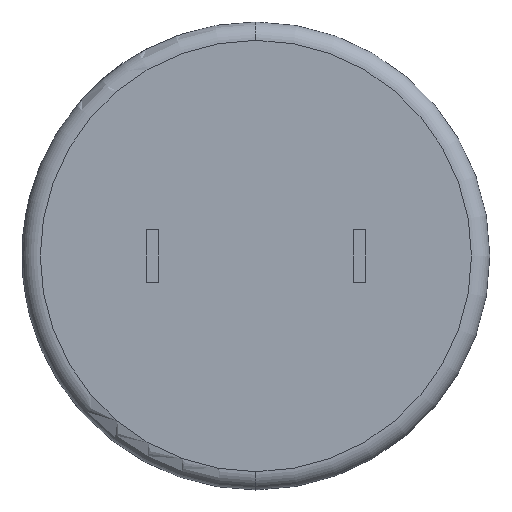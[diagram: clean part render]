
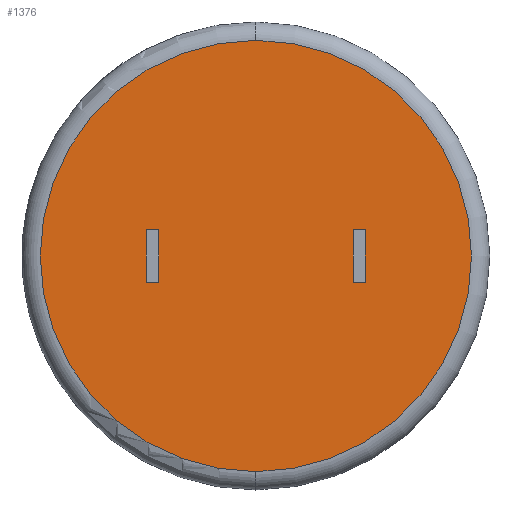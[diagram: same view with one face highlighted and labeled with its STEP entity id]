
A CAD part, front view. The second image highlights one B-rep face of the part: STEP entity #1376.
In plain terms, the highlighted planar face has unit normal (0, -1, 0).
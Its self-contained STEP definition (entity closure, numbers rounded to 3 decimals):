
#53 = PLANE ( 'NONE',  #113 ) ;
#59 = VERTEX_POINT ( 'NONE', #2612 ) ;
#93 = EDGE_CURVE ( 'NONE', #2245, #2278, #1811, .T. ) ;
#113 = AXIS2_PLACEMENT_3D ( 'NONE', #354, #546, #126 ) ;
#126 = DIRECTION ( 'NONE',  ( 0., 0., 1. ) ) ;
#164 = DIRECTION ( 'NONE',  ( 0., 0., -1. ) ) ;
#178 = EDGE_CURVE ( 'NONE', #1819, #2415, #1634, .T. ) ;
#186 = ORIENTED_EDGE ( 'NONE', *, *, #393, .T. ) ;
#222 = CARTESIAN_POINT ( 'NONE',  ( -2.39, 0., 0.65 ) ) ;
#254 = VERTEX_POINT ( 'NONE', #2707 ) ;
#282 = DIRECTION ( 'NONE',  ( 1., 0., 0. ) ) ;
#297 = ORIENTED_EDGE ( 'NONE', *, *, #178, .F. ) ;
#304 = CARTESIAN_POINT ( 'NONE',  ( 2.39, 0., 0.65 ) ) ;
#354 = CARTESIAN_POINT ( 'NONE',  ( 0., 0., 0. ) ) ;
#393 = EDGE_CURVE ( 'NONE', #254, #1552, #2100, .T. ) ;
#413 = DIRECTION ( 'NONE',  ( 0., 0., -1. ) ) ;
#449 = LINE ( 'NONE', #1849, #1173 ) ;
#453 = CARTESIAN_POINT ( 'NONE',  ( 2.69, 0., -0.65 ) ) ;
#516 = VECTOR ( 'NONE', #2455, 1000. ) ;
#539 = CARTESIAN_POINT ( 'NONE',  ( -2.69, 0., 0. ) ) ;
#546 = DIRECTION ( 'NONE',  ( 0., 1., 0. ) ) ;
#621 = DIRECTION ( 'NONE',  ( 0., 0., 1. ) ) ;
#652 = AXIS2_PLACEMENT_3D ( 'NONE', #2750, #2329, #621 ) ;
#703 = VECTOR ( 'NONE', #2050, 1000. ) ;
#786 = LINE ( 'NONE', #2044, #1221 ) ;
#870 = EDGE_CURVE ( 'NONE', #2260, #1208, #2681, .T. ) ;
#894 = CARTESIAN_POINT ( 'NONE',  ( -2.39, 0., 0.65 ) ) ;
#1012 = CARTESIAN_POINT ( 'NONE',  ( 0., 0., 5.299 ) ) ;
#1019 = EDGE_LOOP ( 'NONE', ( #2309, #186 ) ) ;
#1105 = EDGE_CURVE ( 'NONE', #2415, #2245, #1761, .T. ) ;
#1108 = CARTESIAN_POINT ( 'NONE',  ( -2.69, 0., -0.65 ) ) ;
#1173 = VECTOR ( 'NONE', #1626, 1000. ) ;
#1203 = DIRECTION ( 'NONE',  ( 0., -1., 0. ) ) ;
#1208 = VERTEX_POINT ( 'NONE', #2418 ) ;
#1221 = VECTOR ( 'NONE', #1812, 1000. ) ;
#1366 = VECTOR ( 'NONE', #413, 1000. ) ;
#1376 = ADVANCED_FACE ( 'NONE', ( #1937, #2705, #2439 ), #53, .F. ) ;
#1404 = EDGE_CURVE ( 'NONE', #2278, #1819, #449, .T. ) ;
#1410 = CARTESIAN_POINT ( 'NONE',  ( 2.39, 0., -0.65 ) ) ;
#1422 = VECTOR ( 'NONE', #2769, 1000. ) ;
#1517 = ORIENTED_EDGE ( 'NONE', *, *, #1105, .F. ) ;
#1547 = CARTESIAN_POINT ( 'NONE',  ( 0., 0., 0. ) ) ;
#1552 = VERTEX_POINT ( 'NONE', #1012 ) ;
#1597 = ORIENTED_EDGE ( 'NONE', *, *, #93, .F. ) ;
#1626 = DIRECTION ( 'NONE',  ( 0., 0., 1. ) ) ;
#1634 = LINE ( 'NONE', #304, #516 ) ;
#1729 = EDGE_LOOP ( 'NONE', ( #1517, #297, #2219, #1597 ) ) ;
#1761 = LINE ( 'NONE', #2574, #2342 ) ;
#1787 = AXIS2_PLACEMENT_3D ( 'NONE', #1547, #1203, #2270 ) ;
#1811 = LINE ( 'NONE', #1410, #2756 ) ;
#1812 = DIRECTION ( 'NONE',  ( 1., 0., 0. ) ) ;
#1819 = VERTEX_POINT ( 'NONE', #1965 ) ;
#1849 = CARTESIAN_POINT ( 'NONE',  ( 2.69, 0., 0. ) ) ;
#1917 = CIRCLE ( 'NONE', #1787, 5.299 ) ;
#1934 = CARTESIAN_POINT ( 'NONE',  ( -2.69, 0., -0.65 ) ) ;
#1937 = FACE_OUTER_BOUND ( 'NONE', #1019, .T. ) ;
#1950 = EDGE_CURVE ( 'NONE', #1208, #2680, #786, .T. ) ;
#1965 = CARTESIAN_POINT ( 'NONE',  ( 2.69, 0., 0.65 ) ) ;
#2044 = CARTESIAN_POINT ( 'NONE',  ( -2.69, 0., 0.65 ) ) ;
#2050 = DIRECTION ( 'NONE',  ( 0., 0., 1. ) ) ;
#2070 = CARTESIAN_POINT ( 'NONE',  ( 2.39, 0., 0.65 ) ) ;
#2100 = CIRCLE ( 'NONE', #652, 5.299 ) ;
#2155 = ORIENTED_EDGE ( 'NONE', *, *, #870, .T. ) ;
#2162 = CARTESIAN_POINT ( 'NONE',  ( 2.39, 0., -0.65 ) ) ;
#2219 = ORIENTED_EDGE ( 'NONE', *, *, #1404, .F. ) ;
#2245 = VERTEX_POINT ( 'NONE', #2162 ) ;
#2255 = ORIENTED_EDGE ( 'NONE', *, *, #2279, .F. ) ;
#2260 = VERTEX_POINT ( 'NONE', #1108 ) ;
#2270 = DIRECTION ( 'NONE',  ( 0., 0., 1. ) ) ;
#2278 = VERTEX_POINT ( 'NONE', #453 ) ;
#2279 = EDGE_CURVE ( 'NONE', #2260, #59, #2619, .T. ) ;
#2309 = ORIENTED_EDGE ( 'NONE', *, *, #2389, .T. ) ;
#2329 = DIRECTION ( 'NONE',  ( 0., -1., 0. ) ) ;
#2342 = VECTOR ( 'NONE', #164, 1000. ) ;
#2389 = EDGE_CURVE ( 'NONE', #1552, #254, #1917, .T. ) ;
#2415 = VERTEX_POINT ( 'NONE', #2070 ) ;
#2418 = CARTESIAN_POINT ( 'NONE',  ( -2.69, 0., 0.65 ) ) ;
#2439 = FACE_BOUND ( 'NONE', #1729, .T. ) ;
#2455 = DIRECTION ( 'NONE',  ( -1., 0., 0. ) ) ;
#2562 = ORIENTED_EDGE ( 'NONE', *, *, #2682, .T. ) ;
#2574 = CARTESIAN_POINT ( 'NONE',  ( 2.39, 0., -0.65 ) ) ;
#2612 = CARTESIAN_POINT ( 'NONE',  ( -2.39, 0., -0.65 ) ) ;
#2619 = LINE ( 'NONE', #1934, #1422 ) ;
#2663 = LINE ( 'NONE', #222, #1366 ) ;
#2680 = VERTEX_POINT ( 'NONE', #894 ) ;
#2681 = LINE ( 'NONE', #539, #703 ) ;
#2682 = EDGE_CURVE ( 'NONE', #2680, #59, #2663, .T. ) ;
#2705 = FACE_BOUND ( 'NONE', #2753, .T. ) ;
#2707 = CARTESIAN_POINT ( 'NONE',  ( 0., 0., -5.299 ) ) ;
#2750 = CARTESIAN_POINT ( 'NONE',  ( 0., 0., 0. ) ) ;
#2753 = EDGE_LOOP ( 'NONE', ( #2155, #2786, #2562, #2255 ) ) ;
#2756 = VECTOR ( 'NONE', #282, 1000. ) ;
#2769 = DIRECTION ( 'NONE',  ( 1., 0., 0. ) ) ;
#2786 = ORIENTED_EDGE ( 'NONE', *, *, #1950, .T. ) ;
